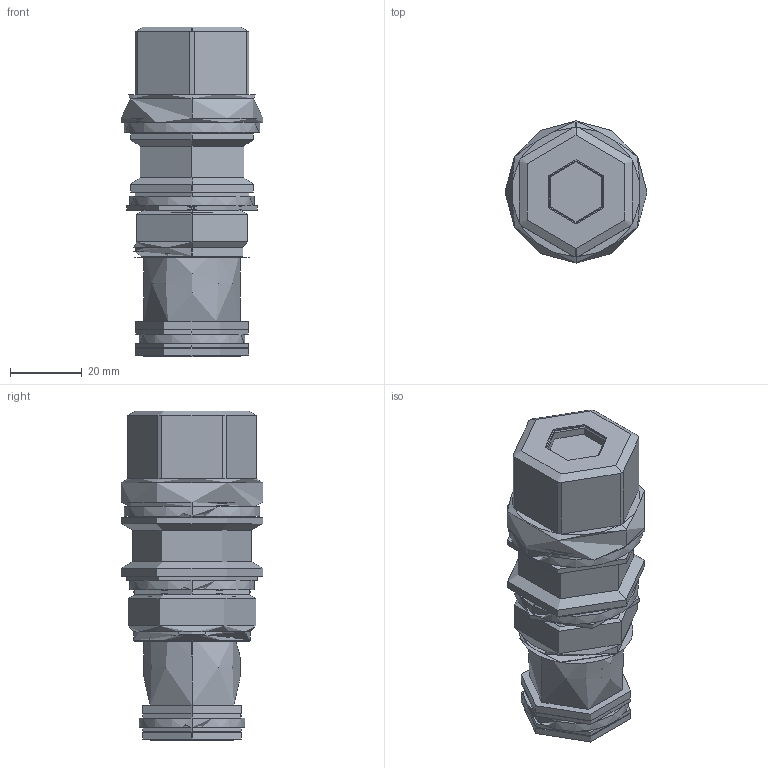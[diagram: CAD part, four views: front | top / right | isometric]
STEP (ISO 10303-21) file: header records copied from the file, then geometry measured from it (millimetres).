
FILE_DESCRIPTION((''),'2;1');
FILE_NAME('PBHF8WN_SW','2022-01-21T09:16:54',('SigMax'),(''),'CREO PARAMETRIC BY PTC INC, 2021072','CREO PARAMETRIC BY PTC INC, 2021072','');
FILE_SCHEMA(('CONFIG_CONTROL_DESIGN'));
Length unit declared in the file: inch
Products named in the file (1): PBHF8WN_SW
Bounding box: 39.6 x 39.6 x 92.02 mm (x, y, z)
Topology: 0 solids, 0 shells, 216 faces, 978 edges, 962 vertices
Faces by surface type: cylinder 107, plane 40, cone 32, torus 25, revolution 12
Entity records: 17442 total; most frequent: CARTESIAN_POINT 8263, DIRECTION 1766, TRIMMED_CURVE 1101, DEFINITIONAL_REPRESENTATION 946, PCURVE 946, COMPOSITE_CURVE_SEGMENT 946, VECTOR 856, LINE 856
